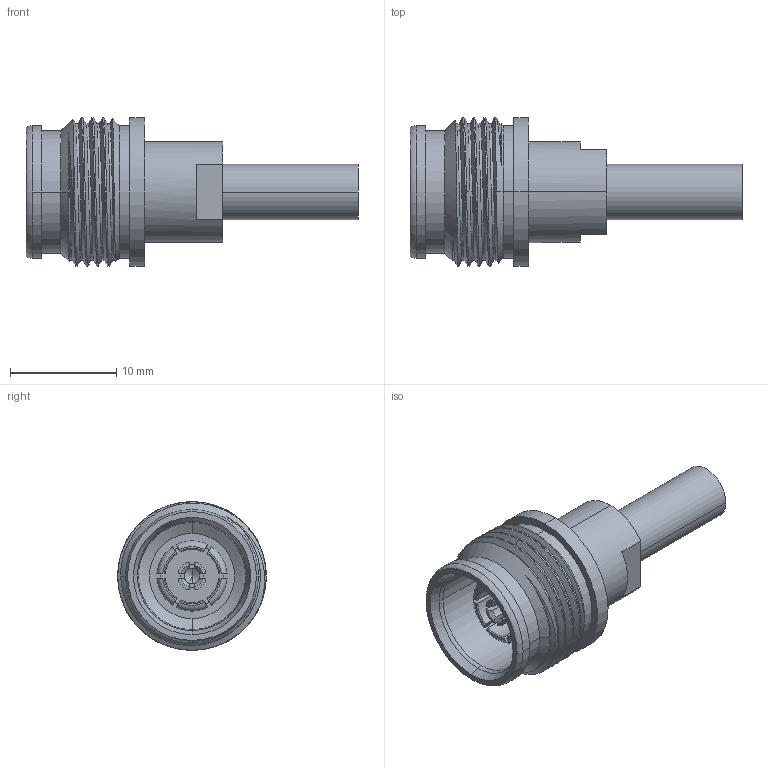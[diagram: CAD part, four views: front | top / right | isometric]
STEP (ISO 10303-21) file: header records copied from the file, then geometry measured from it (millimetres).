
FILE_DESCRIPTION((''),'2;1');
FILE_NAME('615X-3448_SW0001','2018-08-16T',('Viji'),(''),'CREO PARAMETRIC BY PTC INC, 2017020','CREO PARAMETRIC BY PTC INC, 2017020','');
FILE_SCHEMA(('CONFIG_CONTROL_DESIGN'));
Length unit declared in the file: inch
Products named in the file (1): 615X-3448_SW0001
Bounding box: 31.2 x 14 x 14 mm (x, y, z)
Volume: 1423.6 mm3; surface area: 2043.8 mm2
Topology: 1 solids, 1 shells, 161 faces, 414 edges, 264 vertices
Faces by surface type: plane 50, cylinder 45, cone 44, torus 16, bspline 6
Entity records: 7468 total; most frequent: CARTESIAN_POINT 3589, ORIENTED_EDGE 824, DIRECTION 789, EDGE_CURVE 412, AXIS2_PLACEMENT_3D 325, VERTEX_POINT 264, EDGE_LOOP 172, CIRCLE 170
